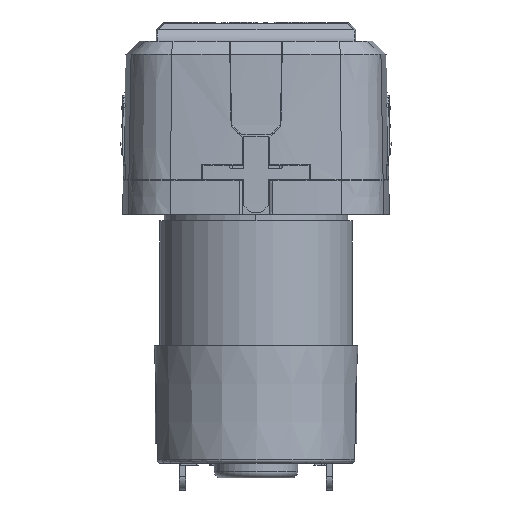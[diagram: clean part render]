
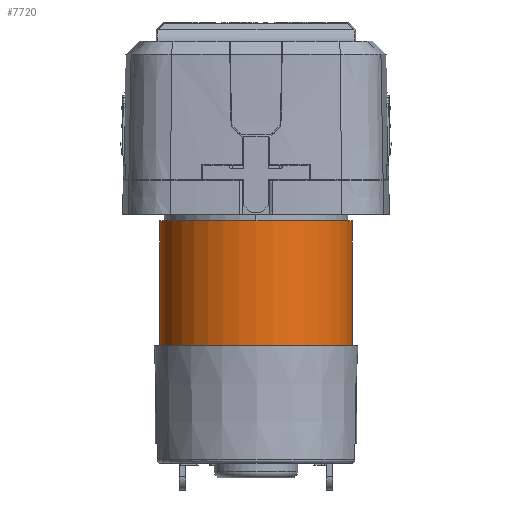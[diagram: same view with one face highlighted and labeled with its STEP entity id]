
A CAD part, left-side view. The second image highlights one B-rep face of the part: STEP entity #7720.
In plain terms, the highlighted cylindrical face has radius 14.45 mm (diameter 28.9 mm), a full revolution.
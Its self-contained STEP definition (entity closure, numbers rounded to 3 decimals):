
#4905=CYLINDRICAL_SURFACE('',#31175,14.45);
#5455=FACE_BOUND('',#11135,.T.);
#5456=FACE_BOUND('',#11136,.T.);
#7720=ADVANCED_FACE('',(#5455,#5456),#4905,.T.);
#11135=EDGE_LOOP('',(#19145));
#11136=EDGE_LOOP('',(#19146));
#11989=CIRCLE('',#31058,14.45);
#12007=CIRCLE('',#31170,14.45);
#19145=ORIENTED_EDGE('',*,*,#25000,.F.);
#19146=ORIENTED_EDGE('',*,*,#25276,.F.);
#21541=VERTEX_POINT('',#53678);
#21682=VERTEX_POINT('',#55785);
#25000=EDGE_CURVE('',#21541,#21541,#11989,.T.);
#25276=EDGE_CURVE('',#21682,#21682,#12007,.T.);
#31058=AXIS2_PLACEMENT_3D('',#53677,#36901,#36902);
#31170=AXIS2_PLACEMENT_3D('',#55784,#37368,#37369);
#31175=AXIS2_PLACEMENT_3D('',#55792,#37380,#37381);
#36901=DIRECTION('',(0.,0.,-1.));
#36902=DIRECTION('',(1.,0.,0.));
#37368=DIRECTION('',(0.,0.,1.));
#37369=DIRECTION('',(1.,0.,0.));
#37380=DIRECTION('',(0.,0.,1.));
#37381=DIRECTION('',(-1.,0.,0.));
#53677=CARTESIAN_POINT('',(-180.,-370.,148.));
#53678=CARTESIAN_POINT('',(-165.55,-370.,148.));
#55784=CARTESIAN_POINT('',(-180.,-370.,170.9));
#55785=CARTESIAN_POINT('',(-165.55,-370.,170.9));
#55792=CARTESIAN_POINT('',(-180.,-370.,199.698));
